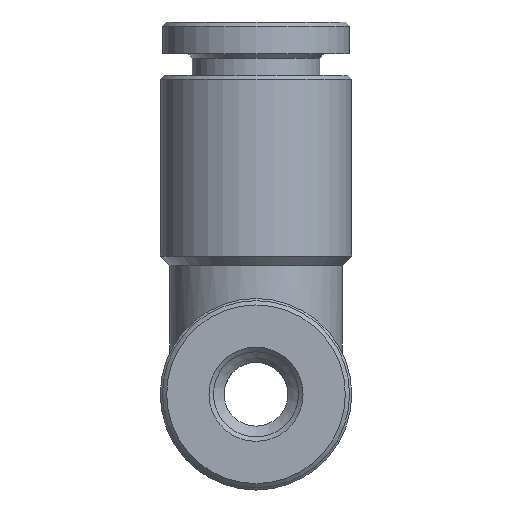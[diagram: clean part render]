
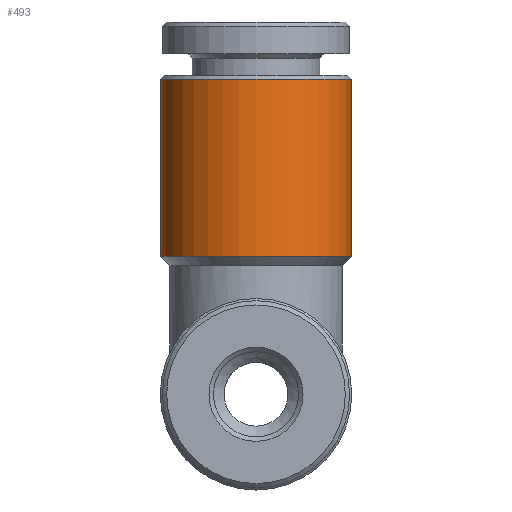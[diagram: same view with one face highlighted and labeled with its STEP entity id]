
A CAD part, left-side view. The second image highlights one B-rep face of the part: STEP entity #493.
In plain terms, the highlighted cylindrical face has radius 4.5 mm (diameter 9 mm), a full revolution.
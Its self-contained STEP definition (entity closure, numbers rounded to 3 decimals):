
#104=ORIENTED_EDGE('',*,*,#173,.F.);
#105=ORIENTED_EDGE('',*,*,#172,.T.);
#172=EDGE_CURVE('',#218,#218,#260,.T.);
#173=EDGE_CURVE('',#219,#219,#261,.T.);
#218=VERTEX_POINT('',#878);
#219=VERTEX_POINT('',#881);
#260=CIRCLE('',#578,4.5);
#261=CIRCLE('',#580,4.5);
#327=EDGE_LOOP('',(#104));
#328=EDGE_LOOP('',(#105));
#415=FACE_BOUND('',#327,.T.);
#416=FACE_BOUND('',#328,.T.);
#462=CYLINDRICAL_SURFACE('',#579,4.5);
#493=ADVANCED_FACE('',(#415,#416),#462,.T.);
#578=AXIS2_PLACEMENT_3D('',#877,#722,#723);
#579=AXIS2_PLACEMENT_3D('',#879,#724,#725);
#580=AXIS2_PLACEMENT_3D('',#880,#726,#727);
#722=DIRECTION('',(0.,0.,1.));
#723=DIRECTION('',(1.,0.,0.));
#724=DIRECTION('',(0.,0.,1.));
#725=DIRECTION('',(1.,0.,0.));
#726=DIRECTION('',(0.,0.,1.));
#727=DIRECTION('',(1.,0.,0.));
#877=CARTESIAN_POINT('',(0.,0.,6.5));
#878=CARTESIAN_POINT('',(4.5,0.,6.5));
#879=CARTESIAN_POINT('',(0.,0.,17.5));
#880=CARTESIAN_POINT('',(0.,0.,14.8));
#881=CARTESIAN_POINT('',(4.5,0.,14.8));
